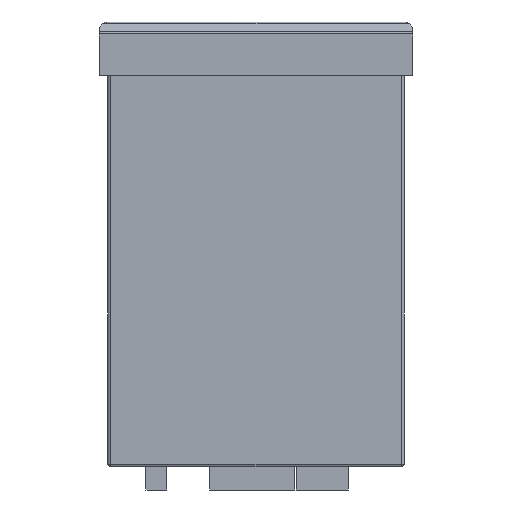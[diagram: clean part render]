
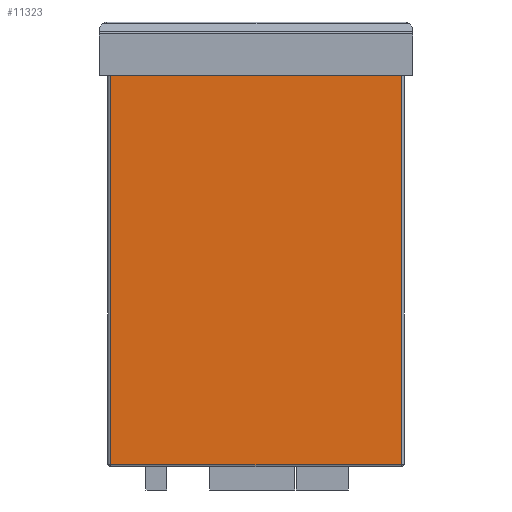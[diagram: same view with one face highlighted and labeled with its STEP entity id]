
A CAD part, front view. The second image highlights one B-rep face of the part: STEP entity #11323.
In plain terms, the highlighted planar face has unit normal (0, -1, 0).
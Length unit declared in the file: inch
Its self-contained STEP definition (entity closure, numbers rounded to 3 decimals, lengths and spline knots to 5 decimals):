
#280 = DIRECTION ( 'NONE',  ( 1., 0., 0. ) ) ;
#2855 = VERTEX_POINT ( 'NONE', #4538 ) ;
#4538 = CARTESIAN_POINT ( 'NONE',  ( 1.75197, -0.84646, 0. ) ) ;
#5441 = ORIENTED_EDGE ( 'NONE', *, *, #42413, .T. ) ;
#7362 = ORIENTED_EDGE ( 'NONE', *, *, #44076, .T. ) ;
#11091 = DIRECTION ( 'NONE',  ( 0., 0., 1. ) ) ;
#11323 = ADVANCED_FACE ( 'NONE', ( #36688 ), #64847, .F. ) ;
#12243 = LINE ( 'NONE', #69027, #79650 ) ;
#13110 = DIRECTION ( 'NONE',  ( -1., 0., 0. ) ) ;
#14836 = DIRECTION ( 'NONE',  ( 0., 0., -1. ) ) ;
#14844 = VECTOR ( 'NONE', #14836, 39.37008 ) ;
#16808 = DIRECTION ( 'NONE',  ( 0., 0., 1. ) ) ;
#18024 = LINE ( 'NONE', #54931, #80126 ) ;
#19357 = LINE ( 'NONE', #42323, #28556 ) ;
#21455 = CARTESIAN_POINT ( 'NONE',  ( -1.75197, -0.84646, -4.69685 ) ) ;
#22316 = AXIS2_PLACEMENT_3D ( 'NONE', #86102, #22795, #16808 ) ;
#22795 = DIRECTION ( 'NONE',  ( 0., 1., 0. ) ) ;
#28556 = VECTOR ( 'NONE', #280, 39.37008 ) ;
#36688 = FACE_OUTER_BOUND ( 'NONE', #80207, .T. ) ;
#42323 = CARTESIAN_POINT ( 'NONE',  ( 1.79134, -0.84646, -4.69685 ) ) ;
#42413 = EDGE_CURVE ( 'NONE', #80252, #87712, #58674, .T. ) ;
#44076 = EDGE_CURVE ( 'NONE', #2855, #80252, #12243, .T. ) ;
#45462 = ORIENTED_EDGE ( 'NONE', *, *, #49438, .T. ) ;
#45811 = VERTEX_POINT ( 'NONE', #62494 ) ;
#49438 = EDGE_CURVE ( 'NONE', #45811, #2855, #18024, .T. ) ;
#50393 = CARTESIAN_POINT ( 'NONE',  ( -1.75197, -0.84646, -2.32677 ) ) ;
#53351 = CARTESIAN_POINT ( 'NONE',  ( -1.75197, -0.84646, 0. ) ) ;
#54931 = CARTESIAN_POINT ( 'NONE',  ( 1.75197, -0.84646, -2.32677 ) ) ;
#58674 = LINE ( 'NONE', #50393, #14844 ) ;
#62494 = CARTESIAN_POINT ( 'NONE',  ( 1.75197, -0.84646, -4.69685 ) ) ;
#64847 = PLANE ( 'NONE',  #22316 ) ;
#69027 = CARTESIAN_POINT ( 'NONE',  ( 1.79134, -0.84646, 0. ) ) ;
#69398 = EDGE_CURVE ( 'NONE', #87712, #45811, #19357, .T. ) ;
#70527 = ORIENTED_EDGE ( 'NONE', *, *, #69398, .T. ) ;
#79650 = VECTOR ( 'NONE', #13110, 39.37008 ) ;
#80126 = VECTOR ( 'NONE', #11091, 39.37008 ) ;
#80207 = EDGE_LOOP ( 'NONE', ( #5441, #70527, #45462, #7362 ) ) ;
#80252 = VERTEX_POINT ( 'NONE', #53351 ) ;
#86102 = CARTESIAN_POINT ( 'NONE',  ( 1.79134, -0.84646, -2.32677 ) ) ;
#87712 = VERTEX_POINT ( 'NONE', #21455 ) ;
